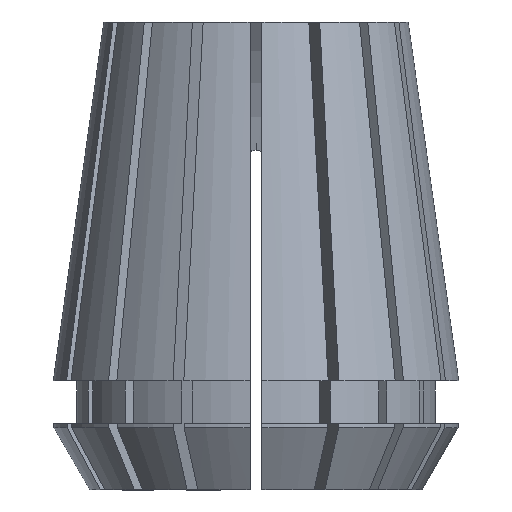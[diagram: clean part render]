
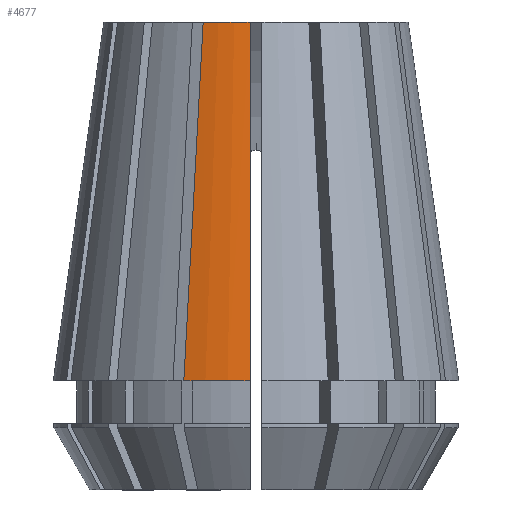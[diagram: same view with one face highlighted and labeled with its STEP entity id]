
A CAD part, left-side view. The second image highlights one B-rep face of the part: STEP entity #4677.
In plain terms, the highlighted conical face has half-angle 8 degrees and reference radius 25.998 mm.
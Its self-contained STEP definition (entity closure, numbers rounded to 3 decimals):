
#44 = DIRECTION ( 'NONE',  ( 0., 0., -1. ) ) ;
#85 = B_SPLINE_CURVE_WITH_KNOTS ( 'NONE', 3,
 ( #4211, #5104, #200, #2462 ),
 .UNSPECIFIED., .F., .F.,
 ( 4, 4 ),
 ( 0.038, 0.084 ),
 .UNSPECIFIED. ) ;
#200 = CARTESIAN_POINT ( 'NONE',  ( -21.675, 0.75, -15.333 ) ) ;
#411 = CARTESIAN_POINT ( 'NONE',  ( -20.312, 7.602, -15.333 ) ) ;
#496 = B_SPLINE_CURVE_WITH_KNOTS ( 'NONE', 3,
 ( #869, #3045, #411, #884 ),
 .UNSPECIFIED., .F., .F.,
 ( 4, 4 ),
 ( 0., 0.046 ),
 .UNSPECIFIED. ) ;
#534 = ORIENTED_EDGE ( 'NONE', *, *, #4348, .F. ) ;
#608 = CARTESIAN_POINT ( 'NONE',  ( -25.987, 0.75, -46. ) ) ;
#712 = DIRECTION ( 'NONE',  ( 1., 0., 0. ) ) ;
#714 = AXIS2_PLACEMENT_3D ( 'NONE', #5234, #2932, #712 ) ;
#869 = CARTESIAN_POINT ( 'NONE',  ( -24.296, 9.252, -46. ) ) ;
#884 = CARTESIAN_POINT ( 'NONE',  ( -18.32, 6.777, 0. ) ) ;
#1284 = VERTEX_POINT ( 'NONE', #608 ) ;
#1320 = CARTESIAN_POINT ( 'NONE',  ( -19.519, 0.75, 0. ) ) ;
#1630 = ORIENTED_EDGE ( 'NONE', *, *, #2451, .T. ) ;
#1803 = VERTEX_POINT ( 'NONE', #1320 ) ;
#1919 = ORIENTED_EDGE ( 'NONE', *, *, #2268, .T. ) ;
#1947 = EDGE_LOOP ( 'NONE', ( #5554, #1630, #1919, #534 ) ) ;
#1999 = FACE_OUTER_BOUND ( 'NONE', #1947, .T. ) ;
#2096 = DIRECTION ( 'NONE',  ( 0., 0., 1. ) ) ;
#2268 = EDGE_CURVE ( 'NONE', #1284, #1803, #85, .T. ) ;
#2451 = EDGE_CURVE ( 'NONE', #4043, #1284, #5378, .T. ) ;
#2462 = CARTESIAN_POINT ( 'NONE',  ( -19.519, 0.75, 0. ) ) ;
#2686 = CARTESIAN_POINT ( 'NONE',  ( 0., 0., -46. ) ) ;
#2812 = DIRECTION ( 'NONE',  ( -1., 0., 0. ) ) ;
#2932 = DIRECTION ( 'NONE',  ( 0., 0., 1. ) ) ;
#2940 = EDGE_CURVE ( 'NONE', #4043, #5745, #496, .T. ) ;
#3045 = CARTESIAN_POINT ( 'NONE',  ( -22.304, 8.427, -30.667 ) ) ;
#3172 = CONICAL_SURFACE ( 'NONE', #3871, 25.998, 0.14 ) ;
#3665 = CIRCLE ( 'NONE', #5559, 19.533 ) ;
#3715 = CARTESIAN_POINT ( 'NONE',  ( -18.32, 6.777, 0. ) ) ;
#3850 = CARTESIAN_POINT ( 'NONE',  ( 0., 0., 0. ) ) ;
#3871 = AXIS2_PLACEMENT_3D ( 'NONE', #2686, #44, #2812 ) ;
#4043 = VERTEX_POINT ( 'NONE', #4794 ) ;
#4211 = CARTESIAN_POINT ( 'NONE',  ( -25.987, 0.75, -46. ) ) ;
#4348 = EDGE_CURVE ( 'NONE', #5745, #1803, #3665, .T. ) ;
#4677 = ADVANCED_FACE ( 'NONE', ( #1999 ), #3172, .T. ) ;
#4794 = CARTESIAN_POINT ( 'NONE',  ( -24.296, 9.252, -46. ) ) ;
#5104 = CARTESIAN_POINT ( 'NONE',  ( -23.831, 0.75, -30.667 ) ) ;
#5234 = CARTESIAN_POINT ( 'NONE',  ( 0., 0., -46. ) ) ;
#5378 = CIRCLE ( 'NONE', #714, 25.998 ) ;
#5554 = ORIENTED_EDGE ( 'NONE', *, *, #2940, .F. ) ;
#5559 = AXIS2_PLACEMENT_3D ( 'NONE', #3850, #2096, #5589 ) ;
#5589 = DIRECTION ( 'NONE',  ( 1., 0., 0. ) ) ;
#5745 = VERTEX_POINT ( 'NONE', #3715 ) ;
